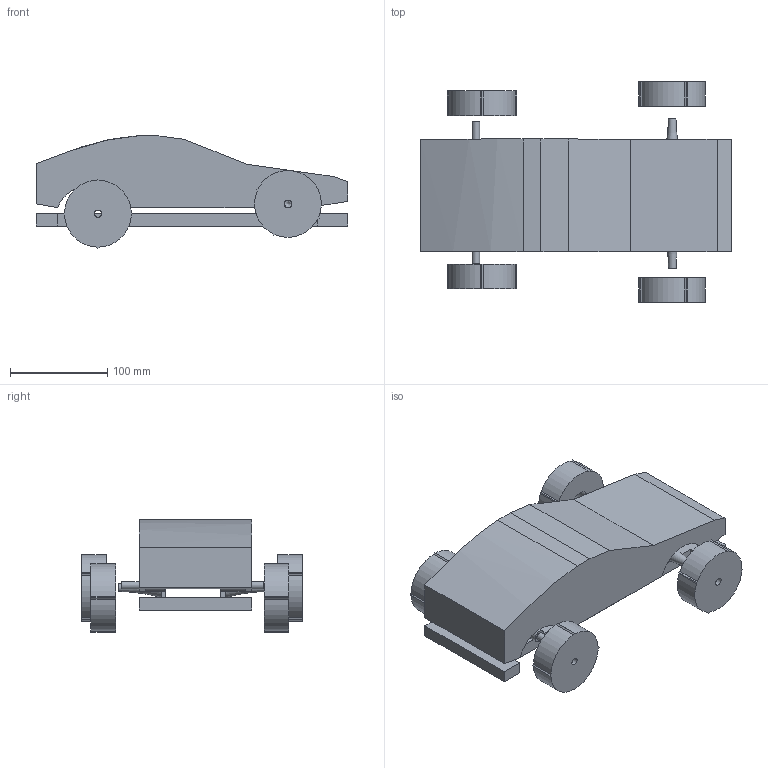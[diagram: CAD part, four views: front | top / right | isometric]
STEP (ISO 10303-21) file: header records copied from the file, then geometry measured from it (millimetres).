
FILE_DESCRIPTION(/* description */ (''),/* implementation_level */ '2;1');
FILE_NAME(/* name */ 'Delorean v18.step',/* time_stamp */ '2020-12-16T14:38:47-08:00',/* author */ (''),/* organization */ (''),/* preprocessor_version */ 'ST-DEVELOPER v18.1',/* originating_system */ 'Autodesk Translation Framework v9.3.0.1241',/* authorisation */ '');
FILE_SCHEMA (('AUTOMOTIVE_DESIGN { 1 0 10303 214 3 1 1 }'));
Length unit declared in the file: inch
Products named in the file (7): Delorean; Base; Front Wheel; Front Wheel(Mirror); Wheel Front Type 1; Back Wheel; Wheel Back Type 1
Assembly tree (6 placements, depth 2):
  Delorean
    Base
    Front Wheel
    Front Wheel(Mirror)
    Wheel Front Type 1
    Back Wheel
    Wheel Back Type 1
Bounding box: 320.04 x 226.66 x 115.57 mm (x, y, z)
Volume: 1173248.3 mm3; surface area: 289076.8 mm2
Topology: 11 solids, 11 shells, 192 faces, 507 edges, 340 vertices
Faces by surface type: plane 147, cylinder 37, bspline 6, torus 2
Full cylindrical faces by diameter (mm): 2.794 x4, 6.35 x2, 7.468 x2, 7.62 x2, 7.874 x2, 12.7 x2, 20.32 x1, 21.996 x2
Entity records: 6579 total; most frequent: CARTESIAN_POINT 1540, ORIENTED_EDGE 1010, DIRECTION 945, EDGE_CURVE 505, LINE 399, VECTOR 399, VERTEX_POINT 340, AXIS2_PLACEMENT_3D 273
